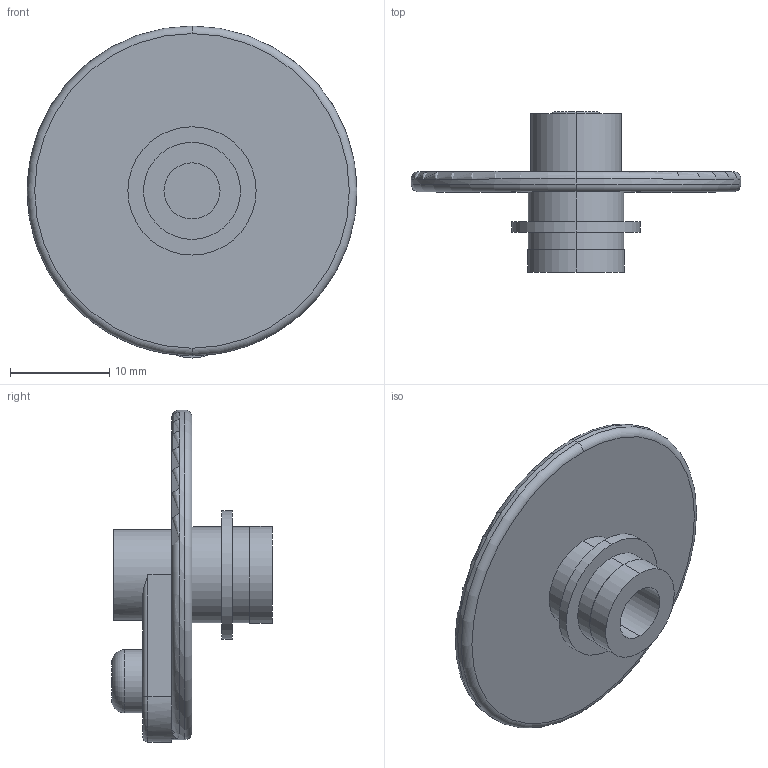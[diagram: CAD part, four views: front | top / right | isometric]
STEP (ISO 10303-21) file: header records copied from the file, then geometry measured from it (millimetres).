
FILE_DESCRIPTION (( 'STEP AP214' ), '1' );
FILE_NAME ('Rotating Pin.STEP', '2016-10-19T23:20:57', ( '' ), ( '' ), 'SwSTEP 2.0', 'SolidWorks 2016', '' );
FILE_SCHEMA (( 'AUTOMOTIVE_DESIGN' ));
Length unit declared in the file: inch
Products named in the file (1): Rotating Pin
Bounding box: 33.16 x 16.15 x 33.38 mm (x, y, z)
Volume: 2298.8 mm3; surface area: 2985.5 mm2
Topology: 1 solids, 1 shells, 58 faces, 133 edges, 85 vertices
Faces by surface type: cylinder 28, plane 23, torus 7
Entity records: 1743 total; most frequent: DIRECTION 325, CARTESIAN_POINT 321, ORIENTED_EDGE 266, AXIS2_PLACEMENT_3D 137, EDGE_CURVE 133, VERTEX_POINT 85, CIRCLE 78, EDGE_LOOP 66
